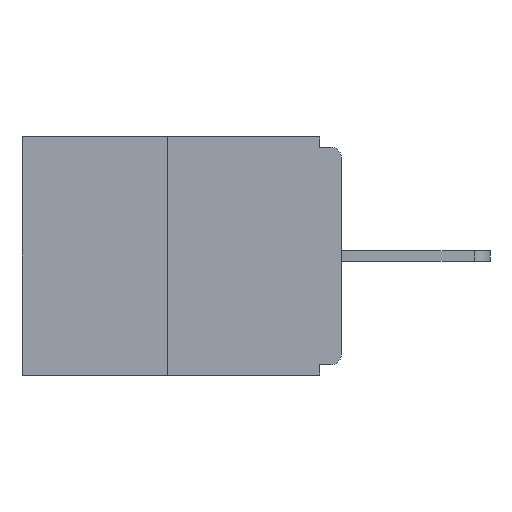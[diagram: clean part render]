
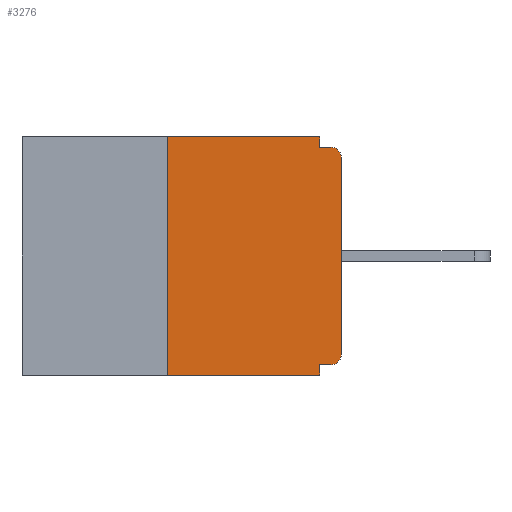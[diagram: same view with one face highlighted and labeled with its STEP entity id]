
A CAD part, left-side view. The second image highlights one B-rep face of the part: STEP entity #3276.
In plain terms, the highlighted planar face has unit normal (-1, 0, 0).
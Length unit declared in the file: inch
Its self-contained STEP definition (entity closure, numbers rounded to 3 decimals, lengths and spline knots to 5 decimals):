
#157 = CARTESIAN_POINT ( 'NONE',  ( 0., 0.031, -0.343 ) ) ;
#358 = VECTOR ( 'NONE', #971, 39.37008 ) ;
#421 = EDGE_CURVE ( 'NONE', #6595, #12035, #7898, .T. ) ;
#468 = LINE ( 'NONE', #7599, #8838 ) ;
#642 = EDGE_CURVE ( 'NONE', #12961, #6997, #12783, .T. ) ;
#971 = DIRECTION ( 'NONE',  ( 0., 0., 1. ) ) ;
#1271 = EDGE_CURVE ( 'NONE', #6595, #10907, #12607, .T. ) ;
#1440 = VERTEX_POINT ( 'NONE', #8624 ) ;
#2718 = DIRECTION ( 'NONE',  ( 0., 0., -1. ) ) ;
#2738 = VERTEX_POINT ( 'NONE', #9471 ) ;
#2755 = DIRECTION ( 'NONE',  ( 0., 0., -1. ) ) ;
#3033 = LINE ( 'NONE', #9057, #11777 ) ;
#3046 = EDGE_CURVE ( 'NONE', #7039, #12035, #9605, .T. ) ;
#3276 = ADVANCED_FACE ( 'NONE', ( #3605 ), #11720, .F. ) ;
#3309 = ORIENTED_EDGE ( 'NONE', *, *, #642, .T. ) ;
#3439 = EDGE_CURVE ( 'NONE', #1440, #8108, #6935, .T. ) ;
#3511 = ORIENTED_EDGE ( 'NONE', *, *, #14281, .T. ) ;
#3605 = FACE_OUTER_BOUND ( 'NONE', #13698, .T. ) ;
#3663 = VERTEX_POINT ( 'NONE', #11133 ) ;
#3969 = AXIS2_PLACEMENT_3D ( 'NONE', #9171, #10060, #9013 ) ;
#4186 = VECTOR ( 'NONE', #2755, 39.37008 ) ;
#4598 = CIRCLE ( 'NONE', #7092, 0.015 ) ;
#4807 = VECTOR ( 'NONE', #7449, 39.37008 ) ;
#4891 = ORIENTED_EDGE ( 'NONE', *, *, #5549, .F. ) ;
#5235 = CARTESIAN_POINT ( 'NONE',  ( 0., 0., -0.313 ) ) ;
#5320 = VECTOR ( 'NONE', #8715, 39.37008 ) ;
#5549 = EDGE_CURVE ( 'NONE', #8108, #2738, #12539, .T. ) ;
#5713 = LINE ( 'NONE', #6427, #5320 ) ;
#5778 = CARTESIAN_POINT ( 'NONE',  ( 0., 0., -0.015 ) ) ;
#6155 = CARTESIAN_POINT ( 'NONE',  ( 0., 0.031, -0.015 ) ) ;
#6366 = VECTOR ( 'NONE', #8605, 39.37008 ) ;
#6427 = CARTESIAN_POINT ( 'NONE',  ( 0., 0., 0. ) ) ;
#6522 = CARTESIAN_POINT ( 'NONE',  ( 0., 0.031, -0.328 ) ) ;
#6589 = VECTOR ( 'NONE', #2718, 39.37008 ) ;
#6595 = VERTEX_POINT ( 'NONE', #6779 ) ;
#6688 = ORIENTED_EDGE ( 'NONE', *, *, #13850, .T. ) ;
#6779 = CARTESIAN_POINT ( 'NONE',  ( 0., 0.25, -0.343 ) ) ;
#6885 = DIRECTION ( 'NONE',  ( -1., 0., 0. ) ) ;
#6935 = LINE ( 'NONE', #12078, #4186 ) ;
#6997 = VERTEX_POINT ( 'NONE', #5235 ) ;
#7039 = VERTEX_POINT ( 'NONE', #6522 ) ;
#7064 = CARTESIAN_POINT ( 'NONE',  ( 0., 0.46, -0.343 ) ) ;
#7092 = AXIS2_PLACEMENT_3D ( 'NONE', #13384, #6885, #14393 ) ;
#7449 = DIRECTION ( 'NONE',  ( 0., -1., 0. ) ) ;
#7599 = CARTESIAN_POINT ( 'NONE',  ( 0., 0., -0.328 ) ) ;
#7898 = LINE ( 'NONE', #7064, #4807 ) ;
#7927 = CARTESIAN_POINT ( 'NONE',  ( 0., 0.25, 0. ) ) ;
#8108 = VERTEX_POINT ( 'NONE', #6155 ) ;
#8605 = DIRECTION ( 'NONE',  ( 0., -1., 0. ) ) ;
#8624 = CARTESIAN_POINT ( 'NONE',  ( 0., 0.031, 0. ) ) ;
#8685 = DIRECTION ( 'NONE',  ( 0., 1., 0. ) ) ;
#8715 = DIRECTION ( 'NONE',  ( 0., 0., 1. ) ) ;
#8810 = CARTESIAN_POINT ( 'NONE',  ( 0., 0.25, 0. ) ) ;
#8838 = VECTOR ( 'NONE', #8685, 39.37008 ) ;
#8926 = ORIENTED_EDGE ( 'NONE', *, *, #14511, .F. ) ;
#8953 = ORIENTED_EDGE ( 'NONE', *, *, #1271, .F. ) ;
#9013 = DIRECTION ( 'NONE',  ( 0., 0., -1. ) ) ;
#9056 = ORIENTED_EDGE ( 'NONE', *, *, #421, .T. ) ;
#9057 = CARTESIAN_POINT ( 'NONE',  ( 0., 0.46, 0. ) ) ;
#9171 = CARTESIAN_POINT ( 'NONE',  ( 0., 0.015, -0.313 ) ) ;
#9471 = CARTESIAN_POINT ( 'NONE',  ( 0., 0.015, -0.015 ) ) ;
#9605 = LINE ( 'NONE', #157, #6589 ) ;
#9741 = ORIENTED_EDGE ( 'NONE', *, *, #3439, .F. ) ;
#9992 = CARTESIAN_POINT ( 'NONE',  ( 0., 0.015, -0.328 ) ) ;
#10060 = DIRECTION ( 'NONE',  ( -1., 0., 0. ) ) ;
#10091 = ORIENTED_EDGE ( 'NONE', *, *, #3046, .F. ) ;
#10106 = EDGE_CURVE ( 'NONE', #12961, #7039, #468, .T. ) ;
#10115 = DIRECTION ( 'NONE',  ( 0., -1., 0. ) ) ;
#10572 = DIRECTION ( 'NONE',  ( 1., 0., 0. ) ) ;
#10608 = CARTESIAN_POINT ( 'NONE',  ( 0., 0.46, 0. ) ) ;
#10907 = VERTEX_POINT ( 'NONE', #8810 ) ;
#11133 = CARTESIAN_POINT ( 'NONE',  ( 0., 0., -0.03 ) ) ;
#11720 = PLANE ( 'NONE',  #14356 ) ;
#11777 = VECTOR ( 'NONE', #10115, 39.37008 ) ;
#11804 = DIRECTION ( 'NONE',  ( 0., 0., -1. ) ) ;
#12035 = VERTEX_POINT ( 'NONE', #12857 ) ;
#12078 = CARTESIAN_POINT ( 'NONE',  ( 0., 0.031, 0. ) ) ;
#12539 = LINE ( 'NONE', #5778, #6366 ) ;
#12607 = LINE ( 'NONE', #7927, #358 ) ;
#12783 = CIRCLE ( 'NONE', #3969, 0.015 ) ;
#12857 = CARTESIAN_POINT ( 'NONE',  ( 0., 0.031, -0.343 ) ) ;
#12961 = VERTEX_POINT ( 'NONE', #9992 ) ;
#13384 = CARTESIAN_POINT ( 'NONE',  ( 0., 0.015, -0.03 ) ) ;
#13698 = EDGE_LOOP ( 'NONE', ( #8926, #8953, #9056, #10091, #14590, #3309, #3511, #6688, #4891, #9741 ) ) ;
#13850 = EDGE_CURVE ( 'NONE', #3663, #2738, #4598, .T. ) ;
#14281 = EDGE_CURVE ( 'NONE', #6997, #3663, #5713, .T. ) ;
#14356 = AXIS2_PLACEMENT_3D ( 'NONE', #10608, #10572, #11804 ) ;
#14393 = DIRECTION ( 'NONE',  ( 0., 0., -1. ) ) ;
#14511 = EDGE_CURVE ( 'NONE', #10907, #1440, #3033, .T. ) ;
#14590 = ORIENTED_EDGE ( 'NONE', *, *, #10106, .F. ) ;
